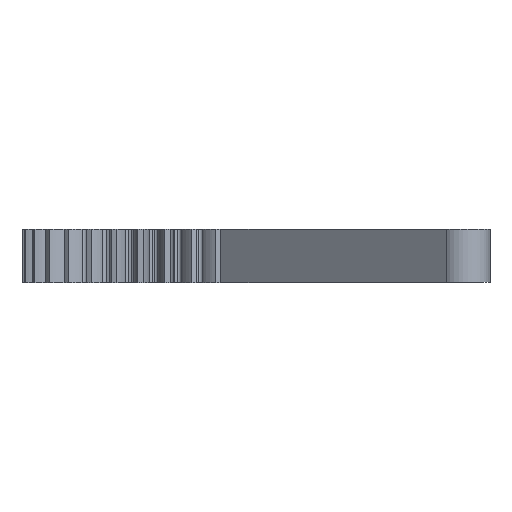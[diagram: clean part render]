
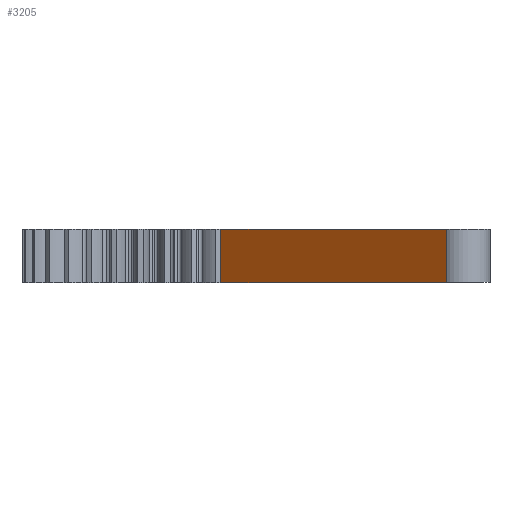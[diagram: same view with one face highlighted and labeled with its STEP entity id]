
A CAD part, top view. The second image highlights one B-rep face of the part: STEP entity #3205.
In plain terms, the highlighted planar face has unit normal (-0.643, 0, 0.766).
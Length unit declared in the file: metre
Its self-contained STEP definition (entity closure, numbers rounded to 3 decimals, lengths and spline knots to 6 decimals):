
#184=PLANE('',#3556);
#351=FACE_OUTER_BOUND('',#524,.T.);
#524=EDGE_LOOP('',(#2916,#2917,#2918,#2919));
#801=LINE('',#4646,#972);
#805=LINE('',#6977,#976);
#899=LINE('',#10997,#1070);
#918=LINE('',#11303,#1089);
#972=VECTOR('',#3773,0.028337);
#976=VECTOR('',#3951,0.028337);
#1070=VECTOR('',#4351,0.00508);
#1089=VECTOR('',#4400,0.00508);
#1196=VERTEX_POINT('',#4643);
#1197=VERTEX_POINT('',#4645);
#1312=VERTEX_POINT('',#6975);
#1313=VERTEX_POINT('',#6976);
#1530=EDGE_CURVE('',#1196,#1197,#801,.T.);
#1673=EDGE_CURVE('',#1312,#1313,#805,.T.);
#1905=EDGE_CURVE('',#1197,#1313,#899,.T.);
#1924=EDGE_CURVE('',#1196,#1312,#918,.F.);
#2916=ORIENTED_EDGE('',*,*,#1530,.F.);
#2917=ORIENTED_EDGE('',*,*,#1924,.T.);
#2918=ORIENTED_EDGE('',*,*,#1673,.T.);
#2919=ORIENTED_EDGE('',*,*,#1905,.F.);
#3205=ADVANCED_FACE('',(#351),#184,.T.);
#3556=AXIS2_PLACEMENT_3D('',#11302,#4398,#4399);
#3773=DIRECTION('',(-0.766,0.,-0.643));
#3951=DIRECTION('',(-0.766,0.,-0.643));
#4351=DIRECTION('',(0.,1.,0.));
#4398=DIRECTION('center_axis',(-0.643,0.,0.766));
#4399=DIRECTION('ref_axis',(0.766,0.,0.643));
#4400=DIRECTION('',(0.,-1.,0.));
#4643=CARTESIAN_POINT('',(0.178082,-0.00508,0.027252));
#4645=CARTESIAN_POINT('',(0.156374,-0.00508,0.009037));
#4646=CARTESIAN_POINT('',(0.178082,-0.00508,0.027252));
#6975=CARTESIAN_POINT('',(0.178082,0.,0.027252));
#6976=CARTESIAN_POINT('',(0.156374,0.,0.009037));
#6977=CARTESIAN_POINT('',(0.178082,0.,0.027252));
#10997=CARTESIAN_POINT('',(0.156374,-0.00508,0.009037));
#11302=CARTESIAN_POINT('Origin',(0.163975,0.,0.015415));
#11303=CARTESIAN_POINT('',(0.178082,0.,0.027252));
